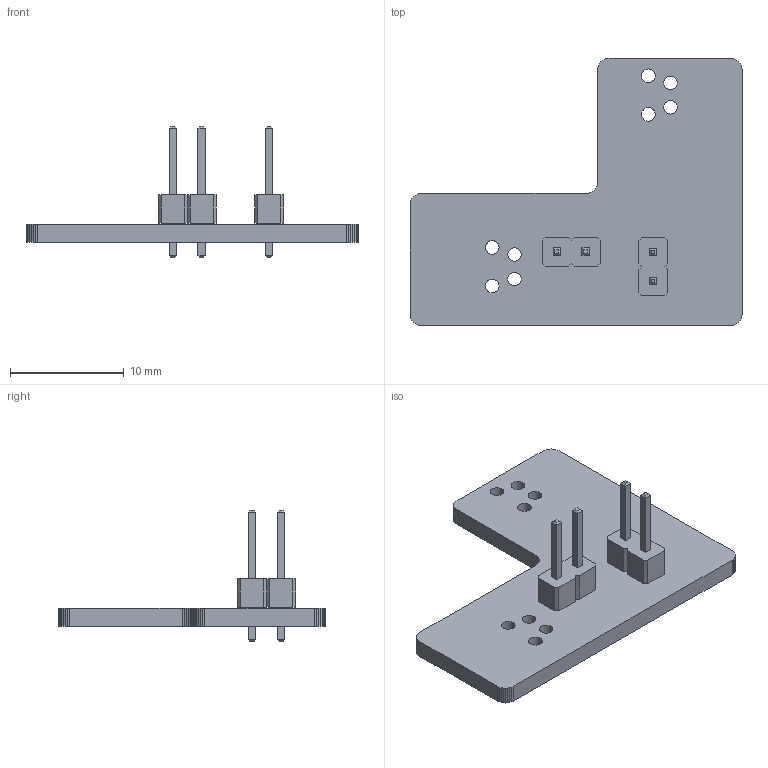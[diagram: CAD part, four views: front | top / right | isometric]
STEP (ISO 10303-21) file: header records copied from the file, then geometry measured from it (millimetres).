
FILE_DESCRIPTION(('KiCad electronic assembly'),'2;1');
FILE_NAME('rearbox_peripheral_io_side.step','2024-04-06T17:47:58',( 'Pcbnew'),('Kicad'),'Open CASCADE STEP processor 7.6', 'KiCad to STEP converter','Unknown');
FILE_SCHEMA(('AUTOMOTIVE_DESIGN { 1 0 10303 214 1 1 1 1 }'));
Length unit declared in the file: millimetre
Products named in the file (4): rearbox_peripheral_io_side 1; PinHeader_1x02_P2.54mm_Vertical; SOLID; rearbox_peripheral_io_side PCB
Assembly tree (4 placements, depth 3):
  rearbox_peripheral_io_side 1
    PinHeader_1x02_P2.54mm_Vertical  x2
      SOLID
    rearbox_peripheral_io_side PCB
Bounding box: 29.21 x 23.52 x 11.54 mm (x, y, z)
Volume: 843.1 mm3; surface area: 1405.4 mm2
Topology: 3 solids, 3 shells, 172 faces, 442 edges, 284 vertices
Faces by surface type: plane 160, cylinder 12
Full cylindrical faces by diameter (mm): 1 x4, 1.2 x8
Entity records: 8396 total; most frequent: CARTESIAN_POINT 1437, DIRECTION 1210, LINE 912, VECTOR 912, ORIENTED_EDGE 640, PCURVE 640, DEFINITIONAL_REPRESENTATION 640, EDGE_CURVE 320
